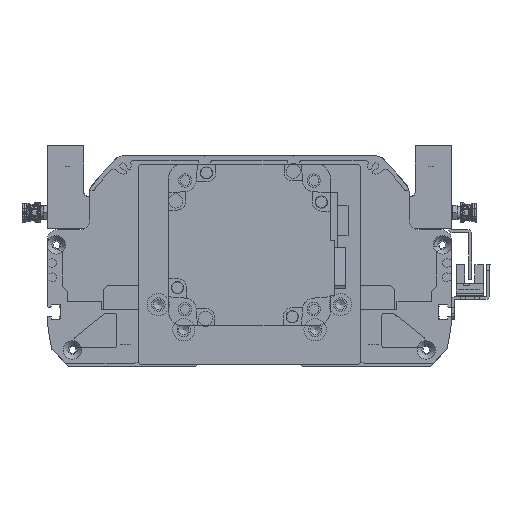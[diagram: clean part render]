
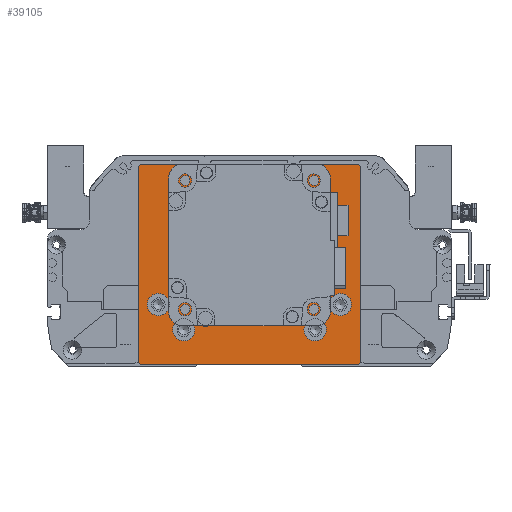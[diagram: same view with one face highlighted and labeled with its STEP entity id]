
A CAD part, front view. The second image highlights one B-rep face of the part: STEP entity #39105.
In plain terms, the highlighted face is planar.
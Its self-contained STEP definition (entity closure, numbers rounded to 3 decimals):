
#3084=FACE_BOUND('',#9778,.T.);
#3085=FACE_BOUND('',#9779,.T.);
#3086=FACE_BOUND('',#9780,.T.);
#3087=FACE_BOUND('',#9781,.T.);
#3088=FACE_BOUND('',#9782,.T.);
#3089=FACE_BOUND('',#9783,.T.);
#3090=FACE_BOUND('',#9784,.T.);
#3091=FACE_BOUND('',#9785,.T.);
#3092=FACE_BOUND('',#9786,.T.);
#5174=CIRCLE('',#43762,2.459);
#5175=CIRCLE('',#43765,2.459);
#5176=CIRCLE('',#43773,2.459);
#5177=CIRCLE('',#43775,2.459);
#5180=CIRCLE('',#43780,5.5);
#5183=CIRCLE('',#43786,5.5);
#5186=CIRCLE('',#43792,5.5);
#5189=CIRCLE('',#43798,5.5);
#5191=CIRCLE('',#43803,35.);
#7242=FACE_OUTER_BOUND('',#9777,.T.);
#9777=EDGE_LOOP('',(#35577,#35578,#35579,#35580,#35581,#35582,#35583,#35584));
#9778=EDGE_LOOP('',(#35585));
#9779=EDGE_LOOP('',(#35586));
#9780=EDGE_LOOP('',(#35587));
#9781=EDGE_LOOP('',(#35588));
#9782=EDGE_LOOP('',(#35589));
#9783=EDGE_LOOP('',(#35590));
#9784=EDGE_LOOP('',(#35591));
#9785=EDGE_LOOP('',(#35592));
#9786=EDGE_LOOP('',(#35593));
#12693=LINE('',#70159,#15660);
#12696=LINE('',#70168,#15663);
#12699=LINE('',#70173,#15666);
#12701=LINE('',#70176,#15668);
#12702=LINE('',#70179,#15669);
#12704=LINE('',#70183,#15671);
#12706=LINE('',#70187,#15673);
#12719=LINE('',#70249,#15686);
#15660=VECTOR('',#54903,10.);
#15663=VECTOR('',#54912,10.);
#15666=VECTOR('',#54917,10.);
#15668=VECTOR('',#54921,10.);
#15669=VECTOR('',#54924,10.);
#15671=VECTOR('',#54928,10.);
#15673=VECTOR('',#54932,10.);
#15686=VECTOR('',#55011,10.);
#19356=VERTEX_POINT('',#70152);
#19357=VERTEX_POINT('',#70156);
#19358=VERTEX_POINT('',#70158);
#19359=VERTEX_POINT('',#70162);
#19360=VERTEX_POINT('',#70166);
#19361=VERTEX_POINT('',#70167);
#19362=VERTEX_POINT('',#70172);
#19363=VERTEX_POINT('',#70178);
#19364=VERTEX_POINT('',#70182);
#19365=VERTEX_POINT('',#70186);
#19366=VERTEX_POINT('',#70190);
#19367=VERTEX_POINT('',#70194);
#19370=VERTEX_POINT('',#70203);
#19373=VERTEX_POINT('',#70214);
#19376=VERTEX_POINT('',#70225);
#19379=VERTEX_POINT('',#70236);
#19381=VERTEX_POINT('',#70245);
#24777=EDGE_CURVE('',#19356,#19356,#5174,.T.);
#24780=EDGE_CURVE('',#19358,#19357,#12693,.T.);
#24782=EDGE_CURVE('',#19359,#19359,#5175,.T.);
#24784=EDGE_CURVE('',#19360,#19361,#12696,.T.);
#24787=EDGE_CURVE('',#19362,#19361,#12699,.T.);
#24789=EDGE_CURVE('',#19362,#19357,#12701,.T.);
#24790=EDGE_CURVE('',#19358,#19363,#12702,.T.);
#24792=EDGE_CURVE('',#19364,#19363,#12704,.T.);
#24794=EDGE_CURVE('',#19364,#19365,#12706,.T.);
#24796=EDGE_CURVE('',#19366,#19366,#5176,.T.);
#24798=EDGE_CURVE('',#19367,#19367,#5177,.T.);
#24802=EDGE_CURVE('',#19370,#19370,#5180,.T.);
#24807=EDGE_CURVE('',#19373,#19373,#5183,.T.);
#24812=EDGE_CURVE('',#19376,#19376,#5186,.T.);
#24817=EDGE_CURVE('',#19379,#19379,#5189,.T.);
#24821=EDGE_CURVE('',#19381,#19381,#5191,.T.);
#24823=EDGE_CURVE('',#19360,#19365,#12719,.T.);
#35577=ORIENTED_EDGE('',*,*,#24784,.F.);
#35578=ORIENTED_EDGE('',*,*,#24823,.T.);
#35579=ORIENTED_EDGE('',*,*,#24794,.F.);
#35580=ORIENTED_EDGE('',*,*,#24792,.T.);
#35581=ORIENTED_EDGE('',*,*,#24790,.F.);
#35582=ORIENTED_EDGE('',*,*,#24780,.T.);
#35583=ORIENTED_EDGE('',*,*,#24789,.F.);
#35584=ORIENTED_EDGE('',*,*,#24787,.T.);
#35585=ORIENTED_EDGE('',*,*,#24796,.T.);
#35586=ORIENTED_EDGE('',*,*,#24782,.T.);
#35587=ORIENTED_EDGE('',*,*,#24798,.T.);
#35588=ORIENTED_EDGE('',*,*,#24777,.T.);
#35589=ORIENTED_EDGE('',*,*,#24802,.T.);
#35590=ORIENTED_EDGE('',*,*,#24807,.T.);
#35591=ORIENTED_EDGE('',*,*,#24812,.T.);
#35592=ORIENTED_EDGE('',*,*,#24817,.T.);
#35593=ORIENTED_EDGE('',*,*,#24821,.T.);
#37070=PLANE('',#43805);
#39105=ADVANCED_FACE('',(#7242,#3084,#3085,#3086,#3087,#3088,#3089,#3090,
#3091,#3092),#37070,.T.);
#43762=AXIS2_PLACEMENT_3D('',#70153,#54897,#54898);
#43765=AXIS2_PLACEMENT_3D('',#70163,#54907,#54908);
#43773=AXIS2_PLACEMENT_3D('',#70191,#54936,#54937);
#43775=AXIS2_PLACEMENT_3D('',#70195,#54941,#54942);
#43780=AXIS2_PLACEMENT_3D('',#70204,#54952,#54953);
#43786=AXIS2_PLACEMENT_3D('',#70215,#54966,#54967);
#43792=AXIS2_PLACEMENT_3D('',#70226,#54980,#54981);
#43798=AXIS2_PLACEMENT_3D('',#70237,#54994,#54995);
#43803=AXIS2_PLACEMENT_3D('',#70246,#55006,#55007);
#43805=AXIS2_PLACEMENT_3D('',#70250,#55012,#55013);
#54897=DIRECTION('center_axis',(0.,0.,-1.));
#54898=DIRECTION('ref_axis',(1.,0.,0.));
#54903=DIRECTION('',(-1.,0.,0.));
#54907=DIRECTION('center_axis',(0.,0.,-1.));
#54908=DIRECTION('ref_axis',(1.,0.,0.));
#54912=DIRECTION('',(-0.707,0.707,0.));
#54917=DIRECTION('',(0.,-1.,0.));
#54921=DIRECTION('',(0.707,0.707,0.));
#54924=DIRECTION('',(0.707,-0.707,0.));
#54928=DIRECTION('',(0.,1.,0.));
#54932=DIRECTION('',(-0.707,-0.707,0.));
#54936=DIRECTION('center_axis',(0.,0.,-1.));
#54937=DIRECTION('ref_axis',(1.,0.,0.));
#54941=DIRECTION('center_axis',(0.,0.,-1.));
#54942=DIRECTION('ref_axis',(1.,0.,0.));
#54952=DIRECTION('center_axis',(0.,0.,-1.));
#54953=DIRECTION('ref_axis',(1.,0.,0.));
#54966=DIRECTION('center_axis',(0.,0.,-1.));
#54967=DIRECTION('ref_axis',(1.,0.,0.));
#54980=DIRECTION('center_axis',(0.,0.,-1.));
#54981=DIRECTION('ref_axis',(1.,0.,0.));
#54994=DIRECTION('center_axis',(0.,0.,-1.));
#54995=DIRECTION('ref_axis',(1.,0.,0.));
#55006=DIRECTION('center_axis',(0.,0.,-1.));
#55007=DIRECTION('ref_axis',(1.,0.,0.));
#55011=DIRECTION('',(1.,0.,0.));
#55012=DIRECTION('center_axis',(0.,0.,1.));
#55013=DIRECTION('ref_axis',(1.,0.,0.));
#70152=CARTESIAN_POINT('',(29.361,41.32,89.));
#70153=CARTESIAN_POINT('Origin',(31.82,41.32,89.));
#70156=CARTESIAN_POINT('',(-54.,49.5,89.));
#70158=CARTESIAN_POINT('',(54.,49.5,89.));
#70159=CARTESIAN_POINT('',(55.,49.5,89.));
#70162=CARTESIAN_POINT('',(-34.278,41.32,89.));
#70163=CARTESIAN_POINT('Origin',(-31.82,41.32,89.));
#70166=CARTESIAN_POINT('',(-54.,-49.5,89.));
#70167=CARTESIAN_POINT('',(-55.,-48.5,89.));
#70168=CARTESIAN_POINT('',(-53.125,-50.375,89.));
#70172=CARTESIAN_POINT('',(-55.,48.5,89.));
#70173=CARTESIAN_POINT('',(-55.,49.5,89.));
#70176=CARTESIAN_POINT('',(-53.125,50.375,89.));
#70178=CARTESIAN_POINT('',(55.,48.5,89.));
#70179=CARTESIAN_POINT('',(53.125,50.375,89.));
#70182=CARTESIAN_POINT('',(55.,-48.5,89.));
#70183=CARTESIAN_POINT('',(55.,-49.5,89.));
#70186=CARTESIAN_POINT('',(54.,-49.5,89.));
#70187=CARTESIAN_POINT('',(53.125,-50.375,89.));
#70190=CARTESIAN_POINT('',(29.361,-22.32,89.));
#70191=CARTESIAN_POINT('Origin',(31.82,-22.32,89.));
#70194=CARTESIAN_POINT('',(-34.278,-22.32,89.));
#70195=CARTESIAN_POINT('Origin',(-31.82,-22.32,89.));
#70203=CARTESIAN_POINT('',(27.,-32.5,89.));
#70204=CARTESIAN_POINT('Origin',(32.5,-32.5,89.));
#70214=CARTESIAN_POINT('',(-50.5,-20.,89.));
#70215=CARTESIAN_POINT('Origin',(-45.,-20.,89.));
#70225=CARTESIAN_POINT('',(-38.,-32.5,89.));
#70226=CARTESIAN_POINT('Origin',(-32.5,-32.5,89.));
#70236=CARTESIAN_POINT('',(39.5,-20.,89.));
#70237=CARTESIAN_POINT('Origin',(45.,-20.,89.));
#70245=CARTESIAN_POINT('',(-35.,9.5,89.));
#70246=CARTESIAN_POINT('Origin',(0.,9.5,89.));
#70249=CARTESIAN_POINT('',(-55.,-49.5,89.));
#70250=CARTESIAN_POINT('Origin',(0.,0.,
89.));
